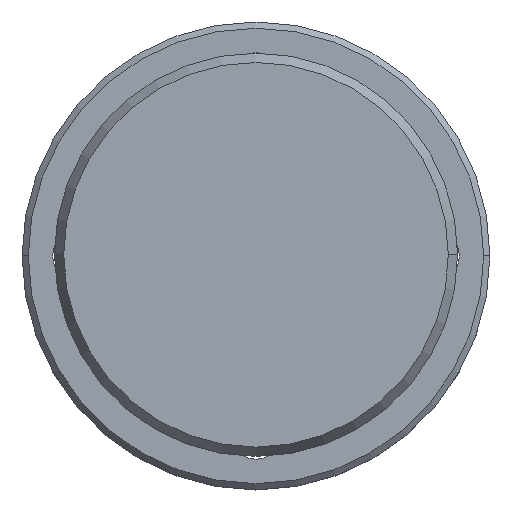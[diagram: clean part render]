
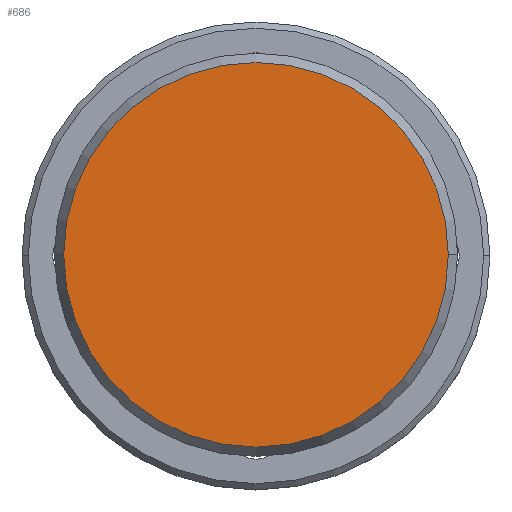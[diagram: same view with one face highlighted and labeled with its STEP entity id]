
A CAD part, top view. The second image highlights one B-rep face of the part: STEP entity #686.
In plain terms, the highlighted planar face has unit normal (0, 0, 1).
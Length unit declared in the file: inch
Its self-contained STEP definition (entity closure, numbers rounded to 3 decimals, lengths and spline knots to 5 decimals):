
#8 = DIRECTION ( 'NONE',  ( -1., 0., 0. ) ) ;
#47 = EDGE_CURVE ( 'NONE', #148, #1837, #268, .T. ) ;
#148 = VERTEX_POINT ( 'NONE', #936 ) ;
#268 = CIRCLE ( 'NONE', #684, 0.30827 ) ;
#322 = EDGE_CURVE ( 'NONE', #1837, #148, #1146, .T. ) ;
#365 = CARTESIAN_POINT ( 'NONE',  ( 0.30827, 0., 0. ) ) ;
#390 = DIRECTION ( 'NONE',  ( -1., 0., 0. ) ) ;
#417 = DIRECTION ( 'NONE',  ( -1., 0., 0. ) ) ;
#452 = FACE_OUTER_BOUND ( 'NONE', #1068, .T. ) ;
#514 = CARTESIAN_POINT ( 'NONE',  ( 0., 0., 0. ) ) ;
#614 = AXIS2_PLACEMENT_3D ( 'NONE', #514, #676, #8 ) ;
#676 = DIRECTION ( 'NONE',  ( 0., 0., 1. ) ) ;
#684 = AXIS2_PLACEMENT_3D ( 'NONE', #1221, #2020, #417 ) ;
#686 = ADVANCED_FACE ( 'NONE', ( #452 ), #1684, .F. ) ;
#725 = DIRECTION ( 'NONE',  ( 0., 0., -1. ) ) ;
#936 = CARTESIAN_POINT ( 'NONE',  ( -0.30827, 0., 0. ) ) ;
#1068 = EDGE_LOOP ( 'NONE', ( #1885, #1620 ) ) ;
#1146 = CIRCLE ( 'NONE', #614, 0.30827 ) ;
#1221 = CARTESIAN_POINT ( 'NONE',  ( 0., 0., 0. ) ) ;
#1620 = ORIENTED_EDGE ( 'NONE', *, *, #322, .T. ) ;
#1660 = AXIS2_PLACEMENT_3D ( 'NONE', #1994, #725, #390 ) ;
#1684 = PLANE ( 'NONE',  #1660 ) ;
#1837 = VERTEX_POINT ( 'NONE', #365 ) ;
#1885 = ORIENTED_EDGE ( 'NONE', *, *, #47, .T. ) ;
#1994 = CARTESIAN_POINT ( 'NONE',  ( 0., 0.329, 0. ) ) ;
#2020 = DIRECTION ( 'NONE',  ( 0., 0., 1. ) ) ;
